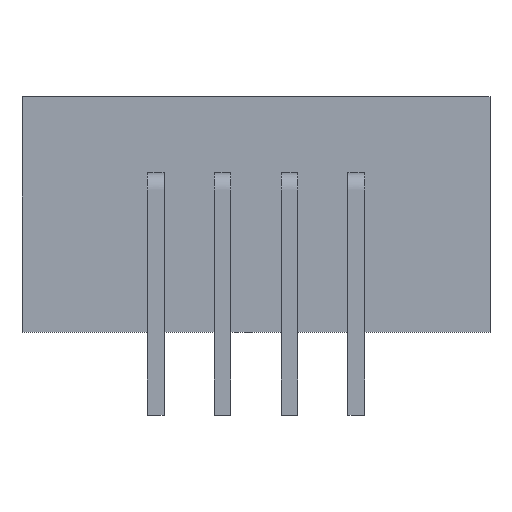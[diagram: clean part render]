
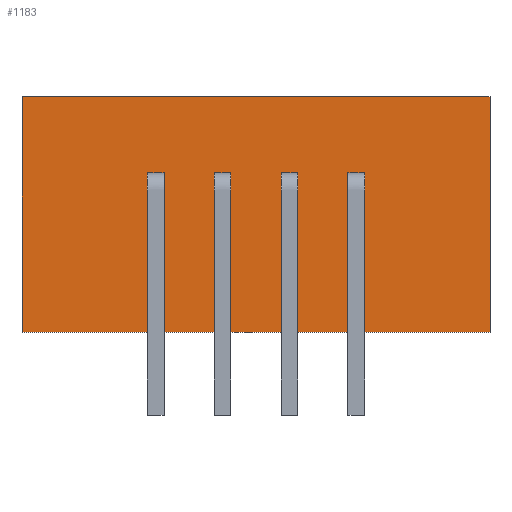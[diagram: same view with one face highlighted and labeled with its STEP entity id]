
A CAD part, front view. The second image highlights one B-rep face of the part: STEP entity #1183.
In plain terms, the highlighted planar face has unit normal (0, -1, 0).
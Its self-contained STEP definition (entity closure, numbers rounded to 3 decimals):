
#109=FACE_OUTER_BOUND('',#184,.T.);
#184=EDGE_LOOP('',(#908,#909,#910,#911));
#295=LINE('',#1672,#428);
#298=LINE('',#1677,#431);
#300=LINE('',#1681,#433);
#301=LINE('',#1683,#434);
#428=VECTOR('',#1402,1.);
#431=VECTOR('',#1407,1.);
#433=VECTOR('',#1411,1.);
#434=VECTOR('',#1414,1.);
#541=VERTEX_POINT('',#1669);
#542=VERTEX_POINT('',#1671);
#543=VERTEX_POINT('',#1675);
#544=VERTEX_POINT('',#1679);
#671=EDGE_CURVE('',#542,#541,#295,.T.);
#674=EDGE_CURVE('',#541,#543,#298,.T.);
#676=EDGE_CURVE('',#543,#544,#300,.T.);
#677=EDGE_CURVE('',#544,#542,#301,.T.);
#908=ORIENTED_EDGE('',*,*,#677,.T.);
#909=ORIENTED_EDGE('',*,*,#671,.T.);
#910=ORIENTED_EDGE('',*,*,#674,.T.);
#911=ORIENTED_EDGE('',*,*,#676,.T.);
#1127=PLANE('',#1265);
#1183=ADVANCED_FACE('',(#109),#1127,.F.);
#1265=AXIS2_PLACEMENT_3D('',#1684,#1415,#1416);
#1402=DIRECTION('',(0.,0.,1.));
#1407=DIRECTION('',(-1.,0.,0.));
#1411=DIRECTION('',(0.,0.,-1.));
#1414=DIRECTION('',(1.,0.,0.));
#1415=DIRECTION('center_axis',(0.,1.,0.));
#1416=DIRECTION('ref_axis',(1.,0.,0.));
#1669=CARTESIAN_POINT('',(8.89,3.07,8.95));
#1671=CARTESIAN_POINT('',(8.89,3.07,0.));
#1672=CARTESIAN_POINT('',(8.89,3.07,0.));
#1675=CARTESIAN_POINT('',(-8.89,3.07,8.95));
#1677=CARTESIAN_POINT('',(8.89,3.07,8.95));
#1679=CARTESIAN_POINT('',(-8.89,3.07,0.));
#1681=CARTESIAN_POINT('',(-8.89,3.07,8.95));
#1683=CARTESIAN_POINT('',(-8.89,3.07,0.));
#1684=CARTESIAN_POINT('Origin',(0.,3.07,4.475));
